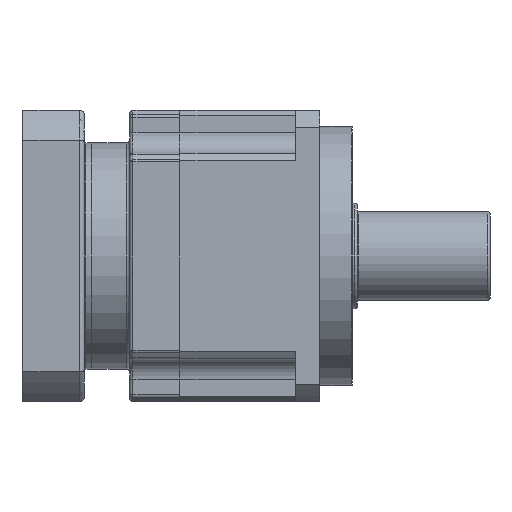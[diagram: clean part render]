
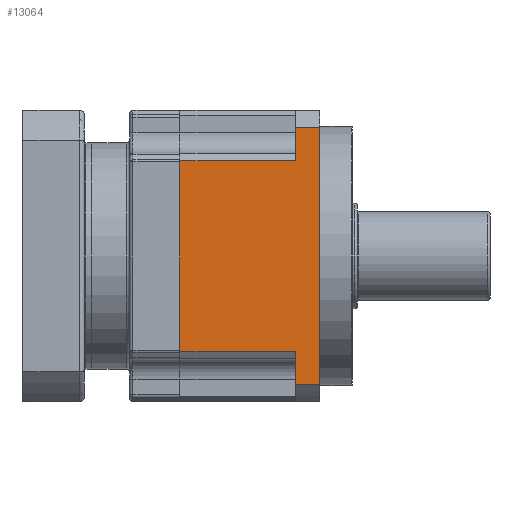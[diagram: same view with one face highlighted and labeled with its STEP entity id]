
A CAD part, front view. The second image highlights one B-rep face of the part: STEP entity #13064.
In plain terms, the highlighted planar face has unit normal (0, -1, 0).
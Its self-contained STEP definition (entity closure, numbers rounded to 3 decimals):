
#63 = VECTOR ( 'NONE', #16600, 1000. ) ;
#700 = DIRECTION ( 'NONE',  ( 1., 0., 0. ) ) ;
#976 = VERTEX_POINT ( 'NONE', #6794 ) ;
#1104 = VECTOR ( 'NONE', #2255, 1000. ) ;
#1329 = DIRECTION ( 'NONE',  ( -1., 0., 0. ) ) ;
#2222 = CARTESIAN_POINT ( 'NONE',  ( -24.5, -90., 0. ) ) ;
#2255 = DIRECTION ( 'NONE',  ( -1., 0., 0. ) ) ;
#2260 = ORIENTED_EDGE ( 'NONE', *, *, #7344, .F. ) ;
#2271 = EDGE_CURVE ( 'NONE', #9011, #5410, #7504, .T. ) ;
#2372 = ORIENTED_EDGE ( 'NONE', *, *, #3116, .F. ) ;
#2481 = EDGE_LOOP ( 'NONE', ( #2260, #10668, #16459, #10493, #4289, #2372, #2763, #9797 ) ) ;
#2727 = DIRECTION ( 'NONE',  ( 0., 0., 1. ) ) ;
#2763 = ORIENTED_EDGE ( 'NONE', *, *, #2271, .F. ) ;
#2894 = LINE ( 'NONE', #16817, #63 ) ;
#3116 = EDGE_CURVE ( 'NONE', #5410, #4921, #4174, .T. ) ;
#3375 = EDGE_CURVE ( 'NONE', #976, #9011, #18791, .T. ) ;
#3381 = VECTOR ( 'NONE', #4256, 1000. ) ;
#4174 = LINE ( 'NONE', #16498, #21141 ) ;
#4256 = DIRECTION ( 'NONE',  ( 0., 0., 1. ) ) ;
#4289 = ORIENTED_EDGE ( 'NONE', *, *, #20649, .T. ) ;
#4921 = VERTEX_POINT ( 'NONE', #10118 ) ;
#5410 = VERTEX_POINT ( 'NONE', #21110 ) ;
#5568 = CARTESIAN_POINT ( 'NONE',  ( -96., -90., -79.373 ) ) ;
#6794 = CARTESIAN_POINT ( 'NONE',  ( -96., -90., 58.79 ) ) ;
#7301 = VECTOR ( 'NONE', #1329, 1000. ) ;
#7344 = EDGE_CURVE ( 'NONE', #11072, #976, #15456, .T. ) ;
#7504 = LINE ( 'NONE', #2222, #3381 ) ;
#7585 = LINE ( 'NONE', #16283, #7301 ) ;
#7688 = CARTESIAN_POINT ( 'NONE',  ( -96., -90., 0. ) ) ;
#7716 = CARTESIAN_POINT ( 'NONE',  ( -96., -90., 58.79 ) ) ;
#7849 = DIRECTION ( 'NONE',  ( 0., 0., 1. ) ) ;
#7944 = AXIS2_PLACEMENT_3D ( 'NONE', #17745, #19330, #17893 ) ;
#8525 = CARTESIAN_POINT ( 'NONE',  ( -96., -90., -58.79 ) ) ;
#9011 = VERTEX_POINT ( 'NONE', #14981 ) ;
#9797 = ORIENTED_EDGE ( 'NONE', *, *, #3375, .F. ) ;
#9904 = VECTOR ( 'NONE', #7849, 1000. ) ;
#9926 = LINE ( 'NONE', #11058, #9904 ) ;
#10040 = CARTESIAN_POINT ( 'NONE',  ( -24.5, -90., -79.373 ) ) ;
#10118 = CARTESIAN_POINT ( 'NONE',  ( -9.5, -90., 79.373 ) ) ;
#10122 = CARTESIAN_POINT ( 'NONE',  ( -9.5, -90., -79.373 ) ) ;
#10417 = EDGE_CURVE ( 'NONE', #13166, #12815, #9926, .T. ) ;
#10493 = ORIENTED_EDGE ( 'NONE', *, *, #19494, .F. ) ;
#10668 = ORIENTED_EDGE ( 'NONE', *, *, #17973, .F. ) ;
#11058 = CARTESIAN_POINT ( 'NONE',  ( -24.5, -90., 0. ) ) ;
#11072 = VERTEX_POINT ( 'NONE', #8525 ) ;
#12815 = VERTEX_POINT ( 'NONE', #16150 ) ;
#13064 = ADVANCED_FACE ( 'NONE', ( #17024 ), #16171, .T. ) ;
#13166 = VERTEX_POINT ( 'NONE', #10040 ) ;
#14679 = VECTOR ( 'NONE', #2727, 1000. ) ;
#14981 = CARTESIAN_POINT ( 'NONE',  ( -24.5, -90., 58.79 ) ) ;
#15456 = LINE ( 'NONE', #7688, #14679 ) ;
#15765 = DIRECTION ( 'NONE',  ( 1., 0., 0. ) ) ;
#16150 = CARTESIAN_POINT ( 'NONE',  ( -24.5, -90., -58.79 ) ) ;
#16171 = PLANE ( 'NONE',  #7944 ) ;
#16229 = VECTOR ( 'NONE', #15765, 1000. ) ;
#16283 = CARTESIAN_POINT ( 'NONE',  ( -96., -90., -58.79 ) ) ;
#16459 = ORIENTED_EDGE ( 'NONE', *, *, #10417, .F. ) ;
#16498 = CARTESIAN_POINT ( 'NONE',  ( -96., -90., 79.373 ) ) ;
#16600 = DIRECTION ( 'NONE',  ( 0., 0., 1. ) ) ;
#16817 = CARTESIAN_POINT ( 'NONE',  ( -9.5, -90., 0. ) ) ;
#17024 = FACE_OUTER_BOUND ( 'NONE', #2481, .T. ) ;
#17745 = CARTESIAN_POINT ( 'NONE',  ( 10.5, -90., -90. ) ) ;
#17893 = DIRECTION ( 'NONE',  ( 0., 0., -1. ) ) ;
#17973 = EDGE_CURVE ( 'NONE', #12815, #11072, #7585, .T. ) ;
#18791 = LINE ( 'NONE', #7716, #16229 ) ;
#19330 = DIRECTION ( 'NONE',  ( 0., -1., 0. ) ) ;
#19494 = EDGE_CURVE ( 'NONE', #20648, #13166, #20091, .T. ) ;
#20091 = LINE ( 'NONE', #5568, #1104 ) ;
#20648 = VERTEX_POINT ( 'NONE', #10122 ) ;
#20649 = EDGE_CURVE ( 'NONE', #20648, #4921, #2894, .T. ) ;
#21110 = CARTESIAN_POINT ( 'NONE',  ( -24.5, -90., 79.373 ) ) ;
#21141 = VECTOR ( 'NONE', #700, 1000. ) ;
